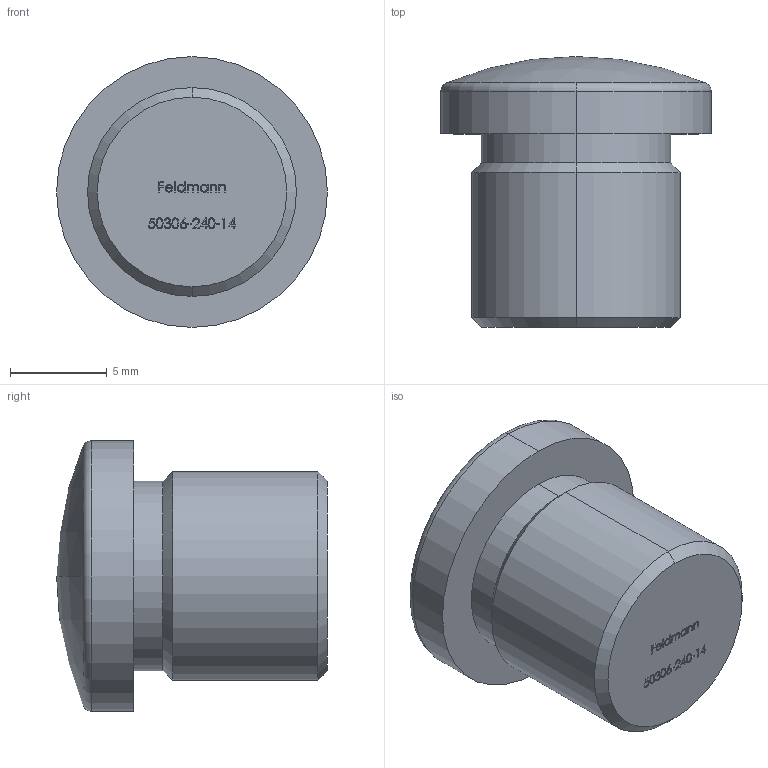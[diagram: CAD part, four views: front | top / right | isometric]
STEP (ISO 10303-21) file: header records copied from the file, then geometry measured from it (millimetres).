
FILE_DESCRIPTION (( 'STEP AP203' ), '1' );
FILE_NAME ('50306-240-14.step', '2018-10-25T11:49:11', ( '' ), ( '' ), 'SwSTEP 2.0', 'SolidWorks 2015', '' );
FILE_SCHEMA (( 'CONFIG_CONTROL_DESIGN' ));
Length unit declared in the file: millimetre
Products named in the file (1): 50306-240-14
Bounding box: 14 x 14 x 14 mm (x, y, z)
Volume: 1384.7 mm3; surface area: 772.3 mm2
Topology: 1 solids, 1 shells, 269 faces, 704 edges, 467 vertices
Faces by surface type: plane 143, bspline 112, cylinder 6, cone 4, torus 2, sphere 2
Entity records: 14669 total; most frequent: CARTESIAN_POINT 8713, ORIENTED_EDGE 1408, DIRECTION 818, EDGE_CURVE 704, VERTEX_POINT 467, LINE 458, VECTOR 458, EDGE_LOOP 299
